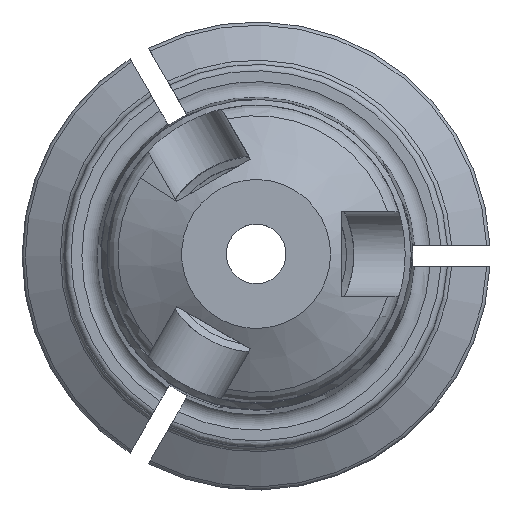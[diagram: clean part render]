
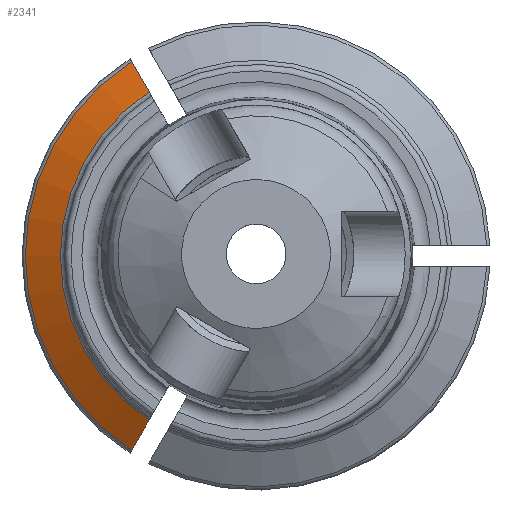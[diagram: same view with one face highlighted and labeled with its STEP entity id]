
A CAD part, top view. The second image highlights one B-rep face of the part: STEP entity #2341.
In plain terms, the highlighted conical face has half-angle 60 degrees and reference radius 9 mm.
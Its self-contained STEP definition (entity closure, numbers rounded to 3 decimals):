
#247=B_SPLINE_CURVE_WITH_KNOTS('',3,(#3255,#3256,#3257,#3258),
 .UNSPECIFIED.,.F.,.F.,(4,4),(0.026,0.028),
 .UNSPECIFIED.);
#261=B_SPLINE_CURVE_WITH_KNOTS('',3,(#3354,#3355,#3356,#3357),
 .UNSPECIFIED.,.F.,.F.,(4,4),(0.026,0.028),
 .UNSPECIFIED.);
#461=ORIENTED_EDGE('',*,*,#883,.T.);
#462=ORIENTED_EDGE('',*,*,#911,.F.);
#463=ORIENTED_EDGE('',*,*,#873,.T.);
#464=ORIENTED_EDGE('',*,*,#941,.T.);
#873=EDGE_CURVE('',#1127,#1128,#1297,.T.);
#883=EDGE_CURVE('',#1138,#1137,#1302,.T.);
#911=EDGE_CURVE('',#1127,#1137,#247,.T.);
#941=EDGE_CURVE('',#1128,#1138,#261,.T.);
#1127=VERTEX_POINT('',#3110);
#1128=VERTEX_POINT('',#3111);
#1137=VERTEX_POINT('',#3146);
#1138=VERTEX_POINT('',#3148);
#1297=CIRCLE('',#2437,9.2);
#1302=CIRCLE('',#2444,10.85);
#1396=EDGE_LOOP('',(#461,#462,#463,#464));
#1522=FACE_BOUND('',#1396,.T.);
#1627=CONICAL_SURFACE('',#2474,9.,1.047);
#2341=ADVANCED_FACE('',(#1522),#1627,.T.);
#2437=AXIS2_PLACEMENT_3D('',#3109,#2646,#2647);
#2444=AXIS2_PLACEMENT_3D('',#3147,#2660,#2661);
#2474=AXIS2_PLACEMENT_3D('',#3353,#2737,#2738);
#2646=DIRECTION('',(0.,0.,-1.));
#2647=DIRECTION('',(-1.,0.,0.));
#2660=DIRECTION('',(0.,0.,1.));
#2661=DIRECTION('',(1.,0.,0.));
#2737=DIRECTION('',(0.,0.,-1.));
#2738=DIRECTION('',(-1.,0.,0.));
#3109=CARTESIAN_POINT('',(0.,0.,2.885));
#3110=CARTESIAN_POINT('',(-5.026,-7.706,2.885));
#3111=CARTESIAN_POINT('',(-5.026,7.706,2.885));
#3146=CARTESIAN_POINT('',(-5.852,-9.136,1.932));
#3147=CARTESIAN_POINT('',(0.,0.,1.932));
#3148=CARTESIAN_POINT('',(-5.852,9.136,1.932));
#3255=CARTESIAN_POINT('',(-5.026,-7.706,2.885));
#3256=CARTESIAN_POINT('',(-5.302,-8.183,2.567));
#3257=CARTESIAN_POINT('',(-5.577,-8.66,2.249));
#3258=CARTESIAN_POINT('',(-5.852,-9.136,1.932));
#3353=CARTESIAN_POINT('',(0.,0.,3.));
#3354=CARTESIAN_POINT('',(-5.026,7.706,2.885));
#3355=CARTESIAN_POINT('',(-5.302,8.183,2.567));
#3356=CARTESIAN_POINT('',(-5.577,8.66,2.249));
#3357=CARTESIAN_POINT('',(-5.852,9.136,1.932));
